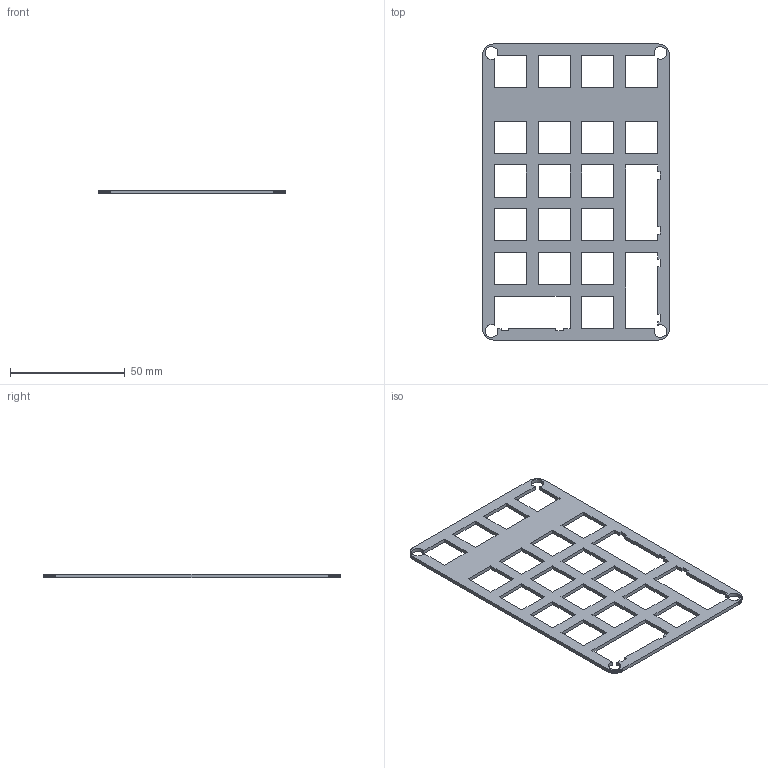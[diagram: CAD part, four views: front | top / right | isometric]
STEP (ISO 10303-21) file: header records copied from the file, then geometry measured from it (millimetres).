
FILE_DESCRIPTION(('KiCad electronic assembly'),'2;1');
FILE_NAME('MPad2040_Plate.step','2023-03-01T20:28:43',('Pcbnew'),( 'Kicad'),'Open CASCADE STEP processor 7.6','KiCad to STEP converter' ,'Unknown');
FILE_SCHEMA(('AUTOMOTIVE_DESIGN { 1 0 10303 214 1 1 1 1 }'));
Length unit declared in the file: millimetre
Products named in the file (2): MPad2040_Plate 1; PCB
Assembly tree (1 placements, depth 2):
  MPad2040_Plate 1
    PCB
Bounding box: 81.28 x 128.91 x 1.6 mm (x, y, z)
Volume: 8687.7 mm3; surface area: 13681.9 mm2
Topology: 1 solids, 1 shells, 194 faces, 576 edges, 384 vertices
Faces by surface type: plane 186, cylinder 8
Entity records: 14027 total; most frequent: CARTESIAN_POINT 2420, DIRECTION 2104, LINE 1680, VECTOR 1680, ORIENTED_EDGE 1152, PCURVE 1152, DEFINITIONAL_REPRESENTATION 1152, EDGE_CURVE 576
